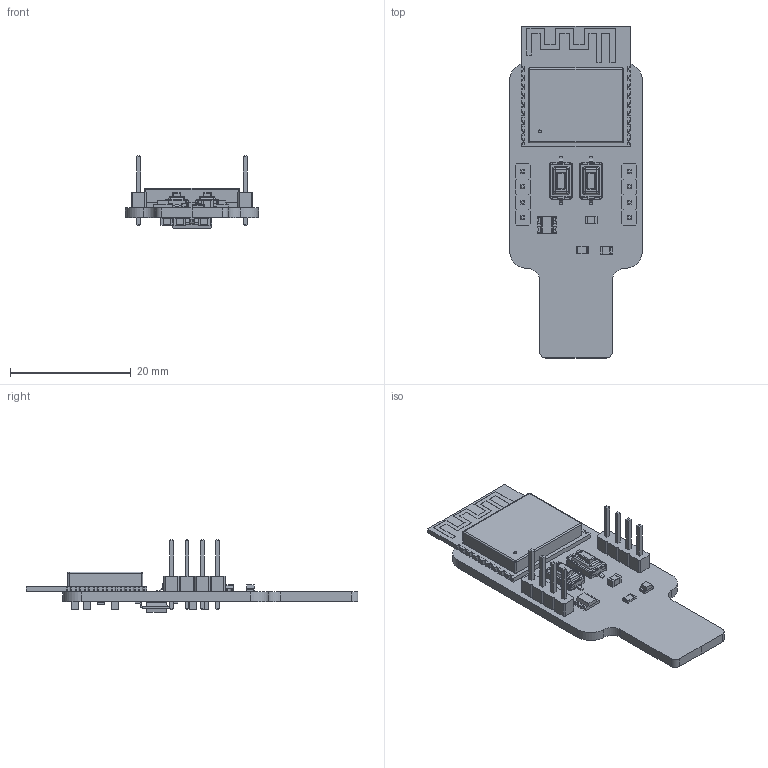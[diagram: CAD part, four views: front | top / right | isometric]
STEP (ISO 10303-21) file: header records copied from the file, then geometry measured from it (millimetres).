
FILE_DESCRIPTION(('KiCad electronic assembly'),'2;1');
FILE_NAME('Dongle-ESP.step','2024-08-24T19:55:34',('Pcbnew'),('Kicad'), 'Open CASCADE STEP processor 7.8','KiCad to STEP converter','Unknown' );
FILE_SCHEMA(('AUTOMOTIVE_DESIGN { 1 0 10303 214 1 1 1 1 }'));
Length unit declared in the file: millimetre
Products named in the file (18): Dongle-ESP 1; LED_RGB_1210; SW_Tactile_SPST_NO_Straight_CK_PTS636Sx25SMTRLFS; PTS636Sx25SMTRLFS; R_0805_2012Metric; PinHeader_1x04_P2.54mm_Vertical; PinHeader_1x04_P254mm_Vertical; ESP32-C3-WROOM-02; LED_0805_2012Metric; C_0805_2012Metric; SOT-223; SOT_223; Quick Hack_PCB
Assembly tree (28 placements, depth 3):
  Dongle-ESP 1
    LED_RGB_1210
      LED_RGB_1210
    SW_Tactile_SPST_NO_Straight_CK_PTS636Sx25SMTRLFS  x2
      PTS636Sx25SMTRLFS
    R_0805_2012Metric  x2
      R_0805_2012Metric
    PinHeader_1x04_P2.54mm_Vertical  x2
      PinHeader_1x04_P254mm_Vertical
    ESP32-C3-WROOM-02
      ESP32-C3-WROOM-02
    LED_0805_2012Metric
      LED_0805_2012Metric
    C_0805_2012Metric  x9
      C_0805_2012Metric
    SOT-223
      SOT_223
    Quick Hack_PCB
Bounding box: 22 x 54.9 x 11.94 mm (x, y, z)
Volume: 2518.8 mm3; surface area: 4504.1 mm2
Topology: 57 solids, 57 shells, 1543 faces, 3850 edges, 2440 vertices
Faces by surface type: plane 1158, cylinder 325, bspline 40, sphere 20
Full cylindrical faces by diameter (mm): 0.5 x1, 1 x8
Entity records: 35251 total; most frequent: CARTESIAN_POINT 5215, ORIENTED_EDGE 4752, DIRECTION 4600, EDGE_CURVE 2376, LINE 2006, VECTOR 2006, VERTEX_POINT 1512, AXIS2_PLACEMENT_3D 1297
